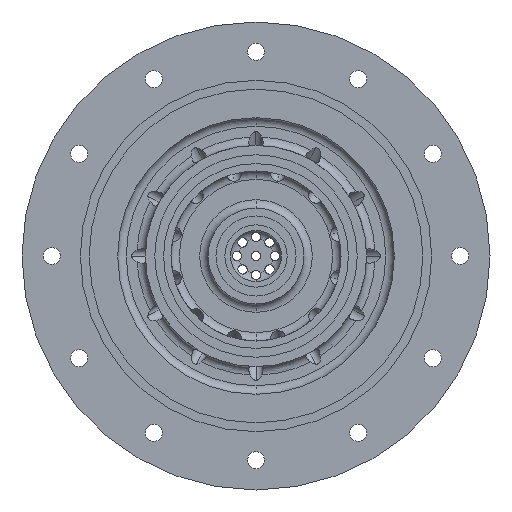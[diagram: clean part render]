
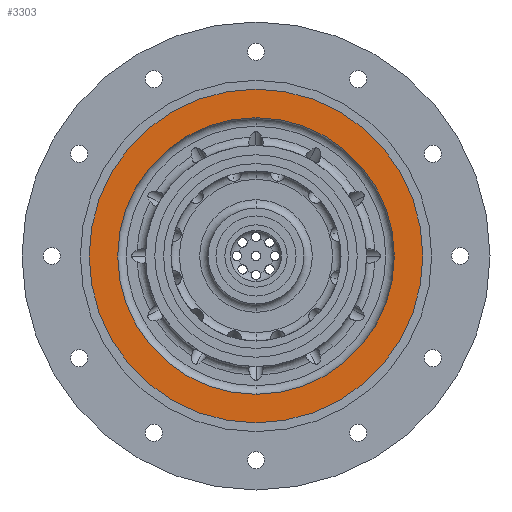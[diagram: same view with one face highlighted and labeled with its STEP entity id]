
A CAD part, front view. The second image highlights one B-rep face of the part: STEP entity #3303.
In plain terms, the highlighted planar face has unit normal (0, -1, 0).
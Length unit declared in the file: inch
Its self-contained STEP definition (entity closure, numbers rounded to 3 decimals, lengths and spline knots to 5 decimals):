
#196 = CARTESIAN_POINT ( 'NONE',  ( 0., 0., 0. ) ) ;
#228 = EDGE_CURVE ( 'NONE', #5475, #7184, #6705, .T. ) ;
#285 = FACE_BOUND ( 'NONE', #704, .T. ) ;
#414 = AXIS2_PLACEMENT_3D ( 'NONE', #5521, #6920, #1699 ) ;
#547 = AXIS2_PLACEMENT_3D ( 'NONE', #1649, #8231, #4245 ) ;
#704 = EDGE_LOOP ( 'NONE', ( #6346, #7693 ) ) ;
#859 = EDGE_CURVE ( 'NONE', #5441, #4831, #7654, .T. ) ;
#883 = DIRECTION ( 'NONE',  ( 0., -1., 0. ) ) ;
#1384 = CIRCLE ( 'NONE', #4248, 1.9605 ) ;
#1649 = CARTESIAN_POINT ( 'NONE',  ( 0., 0., 0. ) ) ;
#1699 = DIRECTION ( 'NONE',  ( 0., 0., 1. ) ) ;
#1810 = CARTESIAN_POINT ( 'NONE',  ( 0., 0., 1.625 ) ) ;
#2055 = DIRECTION ( 'NONE',  ( 0., -1., 0. ) ) ;
#2209 = EDGE_CURVE ( 'NONE', #4831, #5441, #7526, .T. ) ;
#2647 = ORIENTED_EDGE ( 'NONE', *, *, #4020, .T. ) ;
#2693 = DIRECTION ( 'NONE',  ( 0., 0., -1. ) ) ;
#2900 = FACE_OUTER_BOUND ( 'NONE', #7707, .T. ) ;
#3030 = DIRECTION ( 'NONE',  ( 0., -1., 0. ) ) ;
#3276 = AXIS2_PLACEMENT_3D ( 'NONE', #196, #883, #4639 ) ;
#3303 = ADVANCED_FACE ( 'NONE', ( #285, #2900 ), #7438, .F. ) ;
#4020 = EDGE_CURVE ( 'NONE', #7184, #5475, #1384, .T. ) ;
#4245 = DIRECTION ( 'NONE',  ( 0., 0., -1. ) ) ;
#4248 = AXIS2_PLACEMENT_3D ( 'NONE', #5951, #2055, #2693 ) ;
#4639 = DIRECTION ( 'NONE',  ( 0., 0., -1. ) ) ;
#4831 = VERTEX_POINT ( 'NONE', #6595 ) ;
#4922 = CARTESIAN_POINT ( 'NONE',  ( 0., 0., 0. ) ) ;
#5441 = VERTEX_POINT ( 'NONE', #1810 ) ;
#5475 = VERTEX_POINT ( 'NONE', #6349 ) ;
#5521 = CARTESIAN_POINT ( 'NONE',  ( 0., 0., 0. ) ) ;
#5620 = DIRECTION ( 'NONE',  ( 0., 0., -1. ) ) ;
#5743 = AXIS2_PLACEMENT_3D ( 'NONE', #4922, #3030, #5620 ) ;
#5951 = CARTESIAN_POINT ( 'NONE',  ( 0., 0., 0. ) ) ;
#6346 = ORIENTED_EDGE ( 'NONE', *, *, #2209, .F. ) ;
#6349 = CARTESIAN_POINT ( 'NONE',  ( 0., 0., -1.9605 ) ) ;
#6595 = CARTESIAN_POINT ( 'NONE',  ( 0., 0., -1.625 ) ) ;
#6705 = CIRCLE ( 'NONE', #547, 1.9605 ) ;
#6920 = DIRECTION ( 'NONE',  ( 0., 1., 0. ) ) ;
#7184 = VERTEX_POINT ( 'NONE', #7878 ) ;
#7438 = PLANE ( 'NONE',  #414 ) ;
#7526 = CIRCLE ( 'NONE', #3276, 1.625 ) ;
#7654 = CIRCLE ( 'NONE', #5743, 1.625 ) ;
#7693 = ORIENTED_EDGE ( 'NONE', *, *, #859, .F. ) ;
#7707 = EDGE_LOOP ( 'NONE', ( #8244, #2647 ) ) ;
#7878 = CARTESIAN_POINT ( 'NONE',  ( 0., 0., 1.9605 ) ) ;
#8231 = DIRECTION ( 'NONE',  ( 0., -1., 0. ) ) ;
#8244 = ORIENTED_EDGE ( 'NONE', *, *, #228, .T. ) ;
